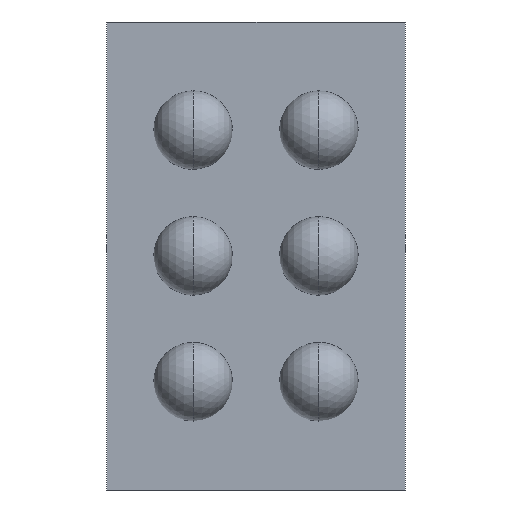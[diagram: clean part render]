
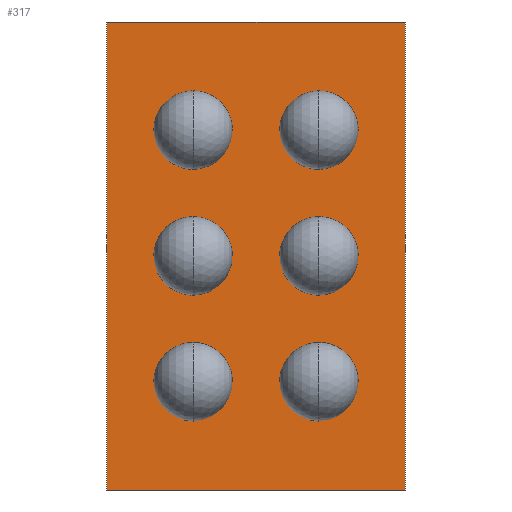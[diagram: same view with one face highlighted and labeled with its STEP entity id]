
A CAD part, front view. The second image highlights one B-rep face of the part: STEP entity #317.
In plain terms, the highlighted planar face has unit normal (0, -1, 0).
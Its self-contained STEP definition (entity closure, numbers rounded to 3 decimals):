
#18 = CARTESIAN_POINT ( 'NONE',  ( -0.475, 0.22, 0.744 ) ) ;
#43 = EDGE_CURVE ( 'NONE', #222, #92, #809, .T. ) ;
#92 = VERTEX_POINT ( 'NONE', #671 ) ;
#127 = LINE ( 'NONE', #582, #698 ) ;
#162 = AXIS2_PLACEMENT_3D ( 'NONE', #465, #740, #408 ) ;
#168 = EDGE_CURVE ( 'NONE', #267, #629, #572, .T. ) ;
#222 = VERTEX_POINT ( 'NONE', #299 ) ;
#243 = VECTOR ( 'NONE', #475, 1000. ) ;
#267 = VERTEX_POINT ( 'NONE', #291 ) ;
#282 = EDGE_CURVE ( 'NONE', #92, #267, #127, .T. ) ;
#291 = CARTESIAN_POINT ( 'NONE',  ( 0.475, 0.22, 0.744 ) ) ;
#297 = CARTESIAN_POINT ( 'NONE',  ( -0.475, 0.22, 0.744 ) ) ;
#299 = CARTESIAN_POINT ( 'NONE',  ( -0.475, 0.22, -0.744 ) ) ;
#317 = ADVANCED_FACE ( 'NONE', ( #419 ), #730, .F. ) ;
#349 = EDGE_LOOP ( 'NONE', ( #553, #516, #513, #794 ) ) ;
#388 = LINE ( 'NONE', #18, #651 ) ;
#408 = DIRECTION ( 'NONE',  ( 0., 0., 1. ) ) ;
#419 = FACE_OUTER_BOUND ( 'NONE', #349, .T. ) ;
#465 = CARTESIAN_POINT ( 'NONE',  ( 0., 0.22, 0. ) ) ;
#467 = EDGE_CURVE ( 'NONE', #629, #222, #388, .T. ) ;
#475 = DIRECTION ( 'NONE',  ( 1., 0., 0. ) ) ;
#476 = DIRECTION ( 'NONE',  ( 0., 0., -1. ) ) ;
#513 = ORIENTED_EDGE ( 'NONE', *, *, #467, .T. ) ;
#516 = ORIENTED_EDGE ( 'NONE', *, *, #168, .T. ) ;
#538 = CARTESIAN_POINT ( 'NONE',  ( -0.475, 0.22, 0.744 ) ) ;
#553 = ORIENTED_EDGE ( 'NONE', *, *, #282, .T. ) ;
#569 = DIRECTION ( 'NONE',  ( -1., 0., 0. ) ) ;
#572 = LINE ( 'NONE', #297, #850 ) ;
#582 = CARTESIAN_POINT ( 'NONE',  ( 0.475, 0.22, 0.744 ) ) ;
#629 = VERTEX_POINT ( 'NONE', #538 ) ;
#651 = VECTOR ( 'NONE', #476, 1000. ) ;
#671 = CARTESIAN_POINT ( 'NONE',  ( 0.475, 0.22, -0.744 ) ) ;
#684 = CARTESIAN_POINT ( 'NONE',  ( -0.475, 0.22, -0.744 ) ) ;
#696 = DIRECTION ( 'NONE',  ( 0., 0., 1. ) ) ;
#698 = VECTOR ( 'NONE', #696, 1000. ) ;
#730 = PLANE ( 'NONE',  #162 ) ;
#740 = DIRECTION ( 'NONE',  ( 0., 1., 0. ) ) ;
#794 = ORIENTED_EDGE ( 'NONE', *, *, #43, .T. ) ;
#809 = LINE ( 'NONE', #684, #243 ) ;
#850 = VECTOR ( 'NONE', #569, 1000. ) ;
